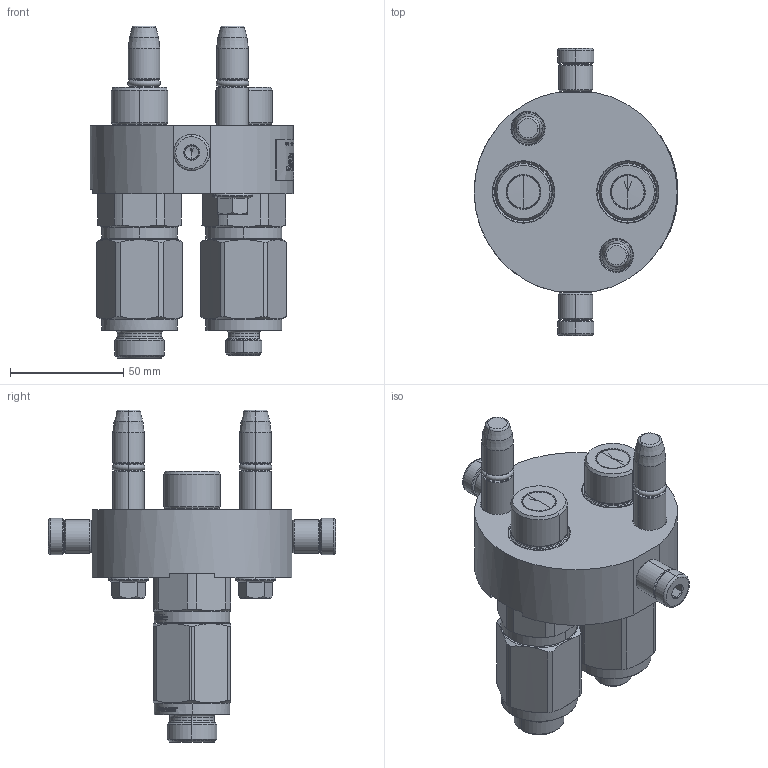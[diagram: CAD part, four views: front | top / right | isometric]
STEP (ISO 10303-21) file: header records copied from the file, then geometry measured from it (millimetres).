
FILE_DESCRIPTION (( 'STEP AP214' ), '1' );
FILE_NAME ('FASTER.step', '2022-08-10T07:53:35', ( '' ), ( '' ), 'SwSTEP 2.0', 'SolidWorks 2017', '' );
FILE_SCHEMA (( 'AUTOMOTIVE_DESIGN' ));
Length unit declared in the file: millimetre
Products named in the file (13): 3ffnp12-2_22m; 4830_028_1000_011; 4830_021_0000_000; 3ffnp12-2_16m; 4820_010_0000_021; P208_M_BASE; FASTER; 1540_080_0008_000; or2_62x9_19_m; 4830_013_3000_030; et002_tonda
Assembly tree (17 placements, depth 3):
  FASTER
    P208_M_BASE
      4820_010_0000_021
      4830_021_0000_000  x2
      or2_62x9_19_m  x2
      1540_080_0008_000  x2
      4830_013_3000_030  x2
      4830_028_1000_011  x2
    3ffnp12-2_22m
      3ffnp12-2_22m
    3ffnp12-2_16m
      3ffnp12-2_16m
    et002_tonda
Bounding box: 89.8 x 126.6 x 146.4 mm (x, y, z)
Volume: 2880 mm3; surface area: 80085.4 mm2
Topology: 5 solids, 35 shells, 1709 faces, 4868 edges, 3193 vertices
Faces by surface type: plane 759, bspline 314, cylinder 304, cone 238, torus 94
Entity records: 66319 total; most frequent: CARTESIAN_POINT 22073, ORIENTED_EDGE 8326, DIRECTION 6518, EDGE_CURVE 4488, VERTEX_POINT 2969, VECTOR 2398, LINE 2398, AXIS2_PLACEMENT_3D 2060
